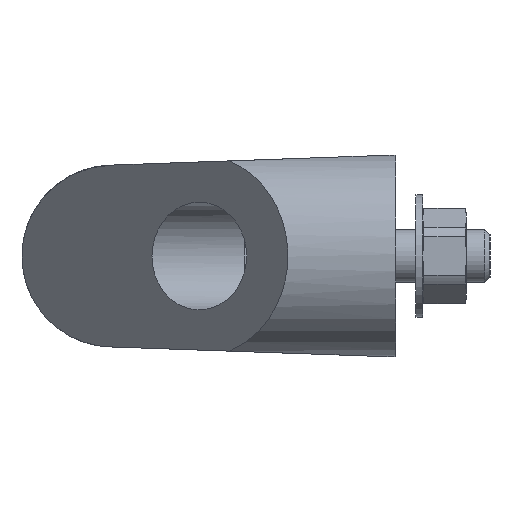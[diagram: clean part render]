
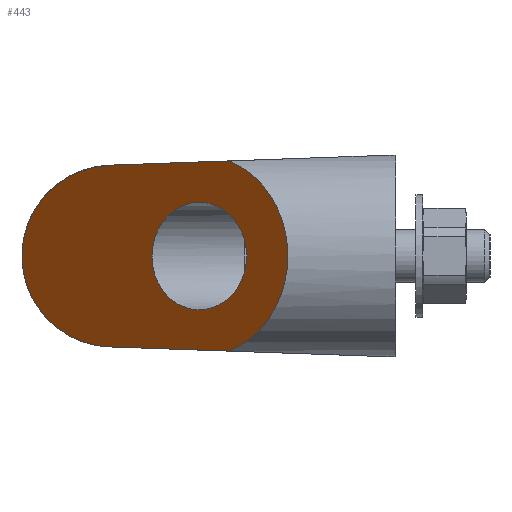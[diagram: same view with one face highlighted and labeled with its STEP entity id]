
A CAD part, left-side view. The second image highlights one B-rep face of the part: STEP entity #443.
In plain terms, the highlighted planar face has unit normal (-0.66, 0.751, 0).
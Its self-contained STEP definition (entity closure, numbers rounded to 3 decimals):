
#443 = ADVANCED_FACE( '', ( #938, #939 ), #940, .T. );
#938 = FACE_BOUND( '', #1447, .T. );
#939 = FACE_OUTER_BOUND( '', #1448, .T. );
#940 = PLANE( '', #1449 );
#1447 = EDGE_LOOP( '', ( #2627 ) );
#1448 = EDGE_LOOP( '', ( #2628, #2629, #2630, #2631, #2632, #2633, #2634, #2635 ) );
#1449 = AXIS2_PLACEMENT_3D( '', #2636, #2637, #2638 );
#2627 = ORIENTED_EDGE( '', *, *, #3097, .T. );
#2628 = ORIENTED_EDGE( '', *, *, #3211, .T. );
#2629 = ORIENTED_EDGE( '', *, *, #3201, .T. );
#2630 = ORIENTED_EDGE( '', *, *, #3262, .T. );
#2631 = ORIENTED_EDGE( '', *, *, #3046, .F. );
#2632 = ORIENTED_EDGE( '', *, *, #3219, .T. );
#2633 = ORIENTED_EDGE( '', *, *, #3087, .F. );
#2634 = ORIENTED_EDGE( '', *, *, #3148, .T. );
#2635 = ORIENTED_EDGE( '', *, *, #3263, .T. );
#2636 = CARTESIAN_POINT( '', ( -15.01, 16.01, 50. ) );
#2637 = DIRECTION( '', ( -0.66, 0.752, 0. ) );
#2638 = DIRECTION( '', ( -0.752, -0.66, 0. ) );
#3046 = EDGE_CURVE( '', #3695, #3696, #3697, .T. );
#3087 = EDGE_CURVE( '', #3754, #3756, #3757, .T. );
#3097 = EDGE_CURVE( '', #3771, #3771, #3772, .F. );
#3148 = EDGE_CURVE( '', #3754, #3832, #3834, .T. );
#3201 = EDGE_CURVE( '', #3902, #3900, #3903, .T. );
#3211 = EDGE_CURVE( '', #3916, #3902, #3917, .T. );
#3219 = EDGE_CURVE( '', #3695, #3756, #3926, .T. );
#3262 = EDGE_CURVE( '', #3900, #3696, #3973, .T. );
#3263 = EDGE_CURVE( '', #3832, #3916, #3974, .T. );
#3695 = VERTEX_POINT( '', #4599 );
#3696 = VERTEX_POINT( '', #4600 );
#3697 = LINE( '', #4601, #4602 );
#3754 = VERTEX_POINT( '', #4690 );
#3756 = VERTEX_POINT( '', #4693 );
#3757 = LINE( '', #4694, #4695 );
#3771 = VERTEX_POINT( '', #4710 );
#3772 = ELLIPSE( '', #4711, 10.645, 8. );
#3832 = VERTEX_POINT( '', #4803 );
#3834 = LINE( '', #4806, #4807 );
#3900 = VERTEX_POINT( '', #4900 );
#3902 = VERTEX_POINT( '', #4903 );
#3903 = LINE( '', #4904, #4905 );
#3916 = VERTEX_POINT( '', #4925 );
#3917 = ELLIPSE( '', #4926, 19.959, 15. );
#3926 = ELLIPSE( '', #4940, 20.464, 13.5 );
#3973 = LINE( '', #4995, #4996 );
#3974 = LINE( '', #4997, #4998 );
#4599 = CARTESIAN_POINT( '', ( 14.599, 42., 13.5 ) );
#4600 = CARTESIAN_POINT( '', ( 14.599, 42., 13.51 ) );
#4601 = CARTESIAN_POINT( '', ( 14.599, 42., 0. ) );
#4602 = VECTOR( '', #5317, 1000. );
#4690 = CARTESIAN_POINT( '', ( 14.599, 42., -13.51 ) );
#4693 = CARTESIAN_POINT( '', ( 14.599, 42., -13.5 ) );
#4694 = CARTESIAN_POINT( '', ( 14.599, 42., 0. ) );
#4695 = VECTOR( '', #5359, 1000. );
#4710 = CARTESIAN_POINT( '', ( -8.01, 22.154, 0. ) );
#4711 = AXIS2_PLACEMENT_3D( '', #5373, #5374, #5375 );
#4803 = CARTESIAN_POINT( '', ( 14.587, 41.99, -13.51 ) );
#4806 = CARTESIAN_POINT( '', ( -15.01, 16.01, -13.51 ) );
#4807 = VECTOR( '', #5421, 1000. );
#4900 = CARTESIAN_POINT( '', ( 14.587, 41.99, 13.51 ) );
#4903 = CARTESIAN_POINT( '', ( -5.047, 24.755, 14.125 ) );
#4904 = CARTESIAN_POINT( '', ( -15.639, 15.458, 14.457 ) );
#4905 = VECTOR( '', #5477, 1000. );
#4925 = CARTESIAN_POINT( '', ( -5.068, 24.737, -14.118 ) );
#4926 = AXIS2_PLACEMENT_3D( '', #5485, #5486, #5487 );
#4940 = AXIS2_PLACEMENT_3D( '', #5496, #5497, #5498 );
#4995 = CARTESIAN_POINT( '', ( -15.01, 16.01, 13.51 ) );
#4996 = VECTOR( '', #5534, 1000. );
#4997 = CARTESIAN_POINT( '', ( -13.885, 16.997, -14.39 ) );
#4998 = VECTOR( '', #5535, 1000. );
#5317 = DIRECTION( '', ( 0., 0., 1. ) );
#5359 = DIRECTION( '', ( 0., 0., 1. ) );
#5373 = CARTESIAN_POINT( '', ( -0.01, 29.177, 0. ) );
#5374 = DIRECTION( '', ( -0.66, 0.752, 0. ) );
#5375 = DIRECTION( '', ( -0.752, -0.66, 0. ) );
#5421 = DIRECTION( '', ( -0.752, -0.66, 0. ) );
#5477 = DIRECTION( '', ( 0.751, 0.66, -0.024 ) );
#5485 = CARTESIAN_POINT( '', ( 0., 29.185, 0. ) );
#5486 = DIRECTION( '', ( -0.66, 0.752, 0. ) );
#5487 = DIRECTION( '', ( -0.752, -0.66, 0. ) );
#5496 = CARTESIAN_POINT( '', ( 14.599, 42., 0. ) );
#5497 = DIRECTION( '', ( -0.66, 0.752, 0. ) );
#5498 = DIRECTION( '', ( 0.752, 0.66, 0. ) );
#5534 = DIRECTION( '', ( 0.752, 0.66, 0. ) );
#5535 = DIRECTION( '', ( -0.751, -0.66, -0.023 ) );
